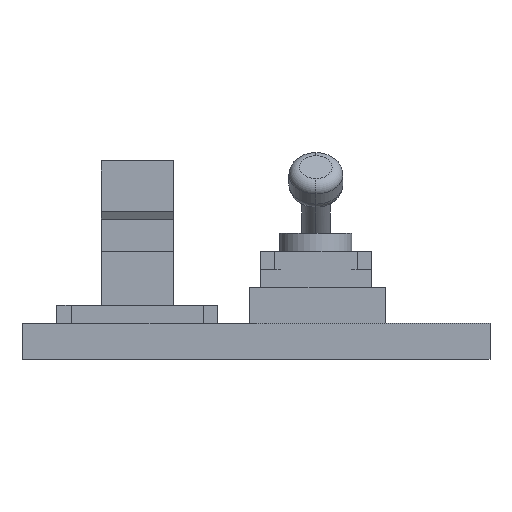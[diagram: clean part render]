
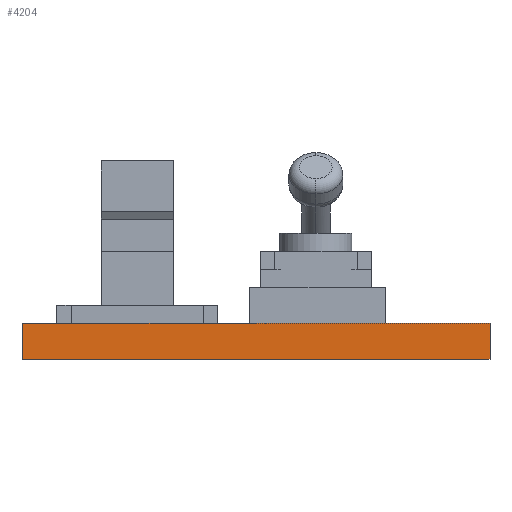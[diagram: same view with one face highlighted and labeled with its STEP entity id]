
A CAD part, front view. The second image highlights one B-rep face of the part: STEP entity #4204.
In plain terms, the highlighted planar face has unit normal (0, -1, 0).
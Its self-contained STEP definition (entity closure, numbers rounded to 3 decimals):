
#37 = CARTESIAN_POINT ( 'NONE',  ( 28.829, -23.153, 0. ) ) ;
#130 = CARTESIAN_POINT ( 'NONE',  ( 28.829, -23.153, 1.15 ) ) ;
#401 = DIRECTION ( 'NONE',  ( 1., 0., 0. ) ) ;
#606 = ORIENTED_EDGE ( 'NONE', *, *, #2931, .T. ) ;
#850 = VECTOR ( 'NONE', #2540, 1000. ) ;
#965 = DIRECTION ( 'NONE',  ( -1., 0., 0. ) ) ;
#977 = CARTESIAN_POINT ( 'NONE',  ( 28.829, -23.153, 0. ) ) ;
#1011 = EDGE_CURVE ( 'NONE', #3661, #3276, #3881, .T. ) ;
#1127 = ORIENTED_EDGE ( 'NONE', *, *, #1011, .F. ) ;
#1449 = VECTOR ( 'NONE', #2358, 1000. ) ;
#1488 = CARTESIAN_POINT ( 'NONE',  ( 13.879, -23.153, 0. ) ) ;
#1525 = VERTEX_POINT ( 'NONE', #2785 ) ;
#1915 = CARTESIAN_POINT ( 'NONE',  ( 13.879, -23.153, 1.15 ) ) ;
#2138 = DIRECTION ( 'NONE',  ( 0., 1., 0. ) ) ;
#2243 = VERTEX_POINT ( 'NONE', #2356 ) ;
#2356 = CARTESIAN_POINT ( 'NONE',  ( 28.829, -23.153, 1.15 ) ) ;
#2358 = DIRECTION ( 'NONE',  ( 0., 0., -1. ) ) ;
#2540 = DIRECTION ( 'NONE',  ( -1., 0., 0. ) ) ;
#2702 = CARTESIAN_POINT ( 'NONE',  ( 28.829, -23.153, 1.15 ) ) ;
#2766 = EDGE_CURVE ( 'NONE', #2243, #1525, #3243, .T. ) ;
#2785 = CARTESIAN_POINT ( 'NONE',  ( 13.879, -23.153, 1.15 ) ) ;
#2887 = ORIENTED_EDGE ( 'NONE', *, *, #3562, .F. ) ;
#2931 = EDGE_CURVE ( 'NONE', #1525, #3276, #3953, .T. ) ;
#3021 = VECTOR ( 'NONE', #3356, 1000. ) ;
#3243 = LINE ( 'NONE', #130, #850 ) ;
#3249 = LINE ( 'NONE', #2702, #1449 ) ;
#3276 = VERTEX_POINT ( 'NONE', #1488 ) ;
#3356 = DIRECTION ( 'NONE',  ( 0., 0., -1. ) ) ;
#3425 = FACE_OUTER_BOUND ( 'NONE', #4230, .T. ) ;
#3528 = PLANE ( 'NONE',  #3660 ) ;
#3562 = EDGE_CURVE ( 'NONE', #2243, #3661, #3249, .T. ) ;
#3660 = AXIS2_PLACEMENT_3D ( 'NONE', #4224, #2138, #401 ) ;
#3661 = VERTEX_POINT ( 'NONE', #37 ) ;
#3712 = VECTOR ( 'NONE', #965, 1000. ) ;
#3881 = LINE ( 'NONE', #977, #3712 ) ;
#3914 = ORIENTED_EDGE ( 'NONE', *, *, #2766, .T. ) ;
#3953 = LINE ( 'NONE', #1915, #3021 ) ;
#4204 = ADVANCED_FACE ( 'NONE', ( #3425 ), #3528, .F. ) ;
#4224 = CARTESIAN_POINT ( 'NONE',  ( 28.829, -23.153, 1.15 ) ) ;
#4230 = EDGE_LOOP ( 'NONE', ( #1127, #2887, #3914, #606 ) ) ;
